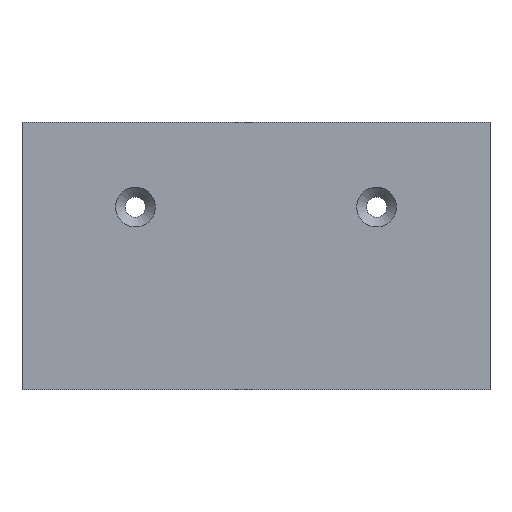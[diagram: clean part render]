
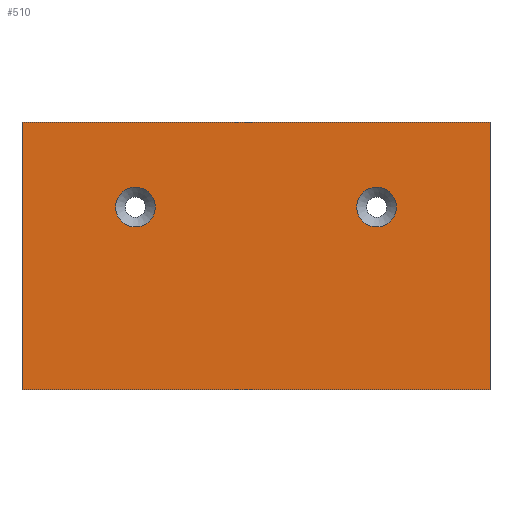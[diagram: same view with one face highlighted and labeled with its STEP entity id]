
A CAD part, front view. The second image highlights one B-rep face of the part: STEP entity #510.
In plain terms, the highlighted planar face has unit normal (0, -1, 0).
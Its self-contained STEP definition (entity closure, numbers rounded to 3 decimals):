
#22=FACE_BOUND('',#84,.T.);
#23=FACE_BOUND('',#85,.T.);
#30=CIRCLE('',#557,3.05);
#31=CIRCLE('',#558,3.05);
#32=CIRCLE('',#559,3.05);
#33=CIRCLE('',#560,3.05);
#57=FACE_OUTER_BOUND('',#83,.T.);
#83=EDGE_LOOP('',(#332,#333,#334,#335));
#84=EDGE_LOOP('',(#336,#337));
#85=EDGE_LOOP('',(#338,#339));
#117=LINE('',#763,#161);
#124=LINE('',#777,#168);
#125=LINE('',#779,#169);
#126=LINE('',#780,#170);
#161=VECTOR('',#612,10.);
#168=VECTOR('',#621,10.);
#169=VECTOR('',#622,10.);
#170=VECTOR('',#623,10.);
#205=VERTEX_POINT('',#760);
#206=VERTEX_POINT('',#762);
#212=VERTEX_POINT('',#776);
#213=VERTEX_POINT('',#778);
#214=VERTEX_POINT('',#781);
#215=VERTEX_POINT('',#782);
#216=VERTEX_POINT('',#785);
#217=VERTEX_POINT('',#786);
#255=EDGE_CURVE('',#205,#206,#117,.T.);
#262=EDGE_CURVE('',#205,#212,#124,.T.);
#263=EDGE_CURVE('',#212,#213,#125,.T.);
#264=EDGE_CURVE('',#213,#206,#126,.T.);
#265=EDGE_CURVE('',#214,#215,#30,.T.);
#266=EDGE_CURVE('',#215,#214,#31,.T.);
#267=EDGE_CURVE('',#216,#217,#32,.T.);
#268=EDGE_CURVE('',#217,#216,#33,.T.);
#332=ORIENTED_EDGE('',*,*,#262,.T.);
#333=ORIENTED_EDGE('',*,*,#263,.T.);
#334=ORIENTED_EDGE('',*,*,#264,.T.);
#335=ORIENTED_EDGE('',*,*,#255,.F.);
#336=ORIENTED_EDGE('',*,*,#265,.T.);
#337=ORIENTED_EDGE('',*,*,#266,.T.);
#338=ORIENTED_EDGE('',*,*,#267,.T.);
#339=ORIENTED_EDGE('',*,*,#268,.T.);
#465=PLANE('',#556);
#510=ADVANCED_FACE('',(#57,#22,#23),#465,.F.);
#556=AXIS2_PLACEMENT_3D('',#775,#619,#620);
#557=AXIS2_PLACEMENT_3D('',#783,#624,#625);
#558=AXIS2_PLACEMENT_3D('',#784,#626,#627);
#559=AXIS2_PLACEMENT_3D('',#787,#628,#629);
#560=AXIS2_PLACEMENT_3D('',#788,#630,#631);
#612=DIRECTION('',(1.,0.,0.));
#619=DIRECTION('center_axis',(0.,1.,0.));
#620=DIRECTION('ref_axis',(0.,0.,1.));
#621=DIRECTION('',(0.,0.,-1.));
#622=DIRECTION('',(1.,0.,0.));
#623=DIRECTION('',(0.,0.,1.));
#624=DIRECTION('center_axis',(0.,1.,0.));
#625=DIRECTION('ref_axis',(1.,0.,0.));
#626=DIRECTION('center_axis',(0.,1.,0.));
#627=DIRECTION('ref_axis',(1.,0.,0.));
#628=DIRECTION('center_axis',(0.,1.,0.));
#629=DIRECTION('ref_axis',(1.,0.,0.));
#630=DIRECTION('center_axis',(0.,1.,0.));
#631=DIRECTION('ref_axis',(1.,0.,0.));
#760=CARTESIAN_POINT('',(-26.4,0.,60.));
#762=CARTESIAN_POINT('',(45.4,0.,60.));
#763=CARTESIAN_POINT('',(-90.,0.,60.));
#775=CARTESIAN_POINT('Origin',(0.,0.,0.));
#776=CARTESIAN_POINT('',(-26.4,0.,19.));
#777=CARTESIAN_POINT('',(-26.4,0.,22.293));
#778=CARTESIAN_POINT('',(45.4,0.,19.));
#779=CARTESIAN_POINT('',(20.624,0.,19.));
#780=CARTESIAN_POINT('',(45.4,0.,-11.171));
#781=CARTESIAN_POINT('',(31.05,0.,47.));
#782=CARTESIAN_POINT('',(24.95,0.,47.));
#783=CARTESIAN_POINT('Origin',(28.,0.,47.));
#784=CARTESIAN_POINT('Origin',(28.,0.,47.));
#785=CARTESIAN_POINT('',(-5.95,0.,47.));
#786=CARTESIAN_POINT('',(-12.05,0.,47.));
#787=CARTESIAN_POINT('Origin',(-9.,0.,47.));
#788=CARTESIAN_POINT('Origin',(-9.,0.,47.));
